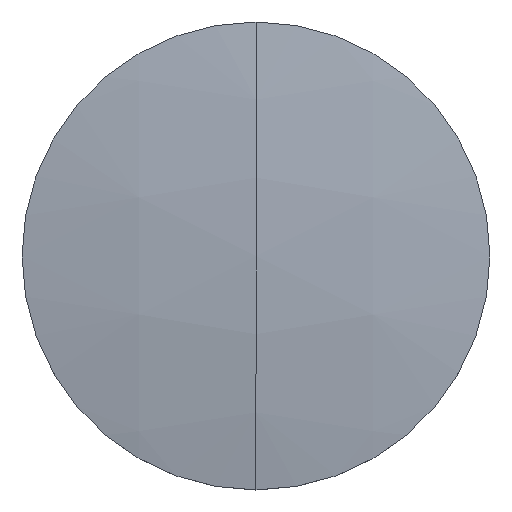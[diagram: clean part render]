
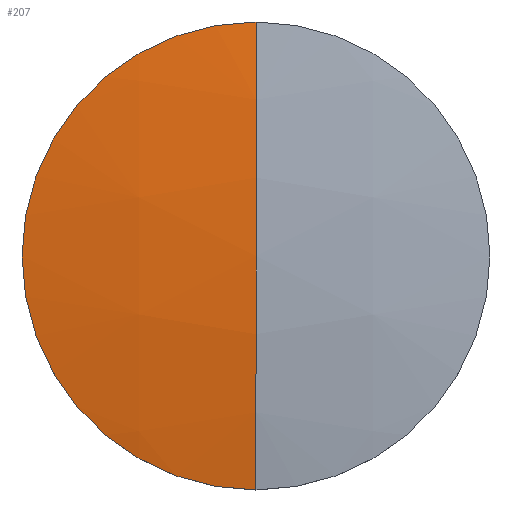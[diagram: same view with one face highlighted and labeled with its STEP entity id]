
A CAD part, top view. The second image highlights one B-rep face of the part: STEP entity #207.
In plain terms, the highlighted spherical face has radius 154.52 mm.
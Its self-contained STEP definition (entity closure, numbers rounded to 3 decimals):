
#29 = CARTESIAN_POINT ( 'NONE',  ( 0., 0., 2.55 ) ) ;
#39 = CARTESIAN_POINT ( 'NONE',  ( 0., -25.4, 0.448 ) ) ;
#43 = CARTESIAN_POINT ( 'NONE',  ( -25.4, 0., 0.448 ) ) ;
#139 = DIRECTION ( 'NONE',  ( 1., 0., 0. ) ) ;
#140 = DIRECTION ( 'NONE',  ( 0., 0., 1. ) ) ;
#141 = CARTESIAN_POINT ( 'NONE',  ( 0., 0., 0.448 ) ) ;
#142 = AXIS2_PLACEMENT_3D ( 'NONE', #141, #140, #139 ) ;
#143 = CIRCLE ( 'NONE', #142, 25.4 ) ;
#145 = CARTESIAN_POINT ( 'NONE',  ( 0., 25.4, 0.448 ) ) ;
#146 = DIRECTION ( 'NONE',  ( 0., 0., -1. ) ) ;
#157 = DIRECTION ( 'NONE',  ( 1., 0., 0. ) ) ;
#158 = CARTESIAN_POINT ( 'NONE',  ( 0., 0., -151.97 ) ) ;
#159 = AXIS2_PLACEMENT_3D ( 'NONE', #158, #157, #146 ) ;
#160 = CIRCLE ( 'NONE', #159, 154.52 ) ;
#161 = DIRECTION ( 'NONE',  ( 0., -1., 0. ) ) ;
#162 = DIRECTION ( 'NONE',  ( -1., 0., 0. ) ) ;
#163 = CARTESIAN_POINT ( 'NONE',  ( 0., 0., -151.97 ) ) ;
#164 = AXIS2_PLACEMENT_3D ( 'NONE', #163, #162, #161 ) ;
#165 = CIRCLE ( 'NONE', #164, 154.52 ) ;
#170 = DIRECTION ( 'NONE',  ( 1., 0., 0. ) ) ;
#171 = DIRECTION ( 'NONE',  ( 0., 0., 1. ) ) ;
#172 = CARTESIAN_POINT ( 'NONE',  ( 0., 0., 0.448 ) ) ;
#173 = AXIS2_PLACEMENT_3D ( 'NONE', #172, #171, #170 ) ;
#174 = DIRECTION ( 'NONE',  ( 0., 1., 0. ) ) ;
#175 = DIRECTION ( 'NONE',  ( -1., 0., 0. ) ) ;
#176 = CARTESIAN_POINT ( 'NONE',  ( 0., 0., -151.97 ) ) ;
#177 = AXIS2_PLACEMENT_3D ( 'NONE', #176, #175, #174 ) ;
#178 = CIRCLE ( 'NONE', #173, 25.4 ) ;
#179 = SPHERICAL_SURFACE ( 'NONE', #177, 154.52 ) ;
#189 = FACE_OUTER_BOUND ( 'NONE', #208, .T. ) ;
#207 = ADVANCED_FACE ( 'NONE', ( #189 ), #179, .T. ) ;
#208 = EDGE_LOOP ( 'NONE', ( #209, #226, #227, #222 ) ) ;
#209 = ORIENTED_EDGE ( 'NONE', *, *, #210, .T. ) ;
#210 = EDGE_CURVE ( 'NONE', #229, #230, #178, .T. ) ;
#220 = EDGE_CURVE ( 'NONE', #230, #228, #165, .T. ) ;
#221 = EDGE_CURVE ( 'NONE', #223, #228, #160, .T. ) ;
#222 = ORIENTED_EDGE ( 'NONE', *, *, #224, .T. ) ;
#223 = VERTEX_POINT ( 'NONE', #145 ) ;
#224 = EDGE_CURVE ( 'NONE', #223, #229, #143, .T. ) ;
#226 = ORIENTED_EDGE ( 'NONE', *, *, #220, .T. ) ;
#227 = ORIENTED_EDGE ( 'NONE', *, *, #221, .F. ) ;
#228 = VERTEX_POINT ( 'NONE', #29 ) ;
#229 = VERTEX_POINT ( 'NONE', #43 ) ;
#230 = VERTEX_POINT ( 'NONE', #39 ) ;
